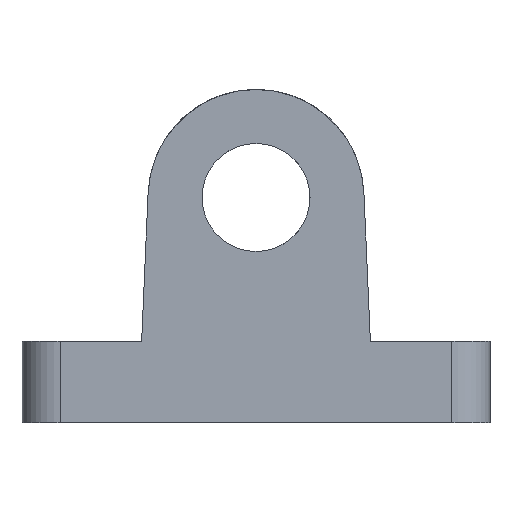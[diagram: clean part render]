
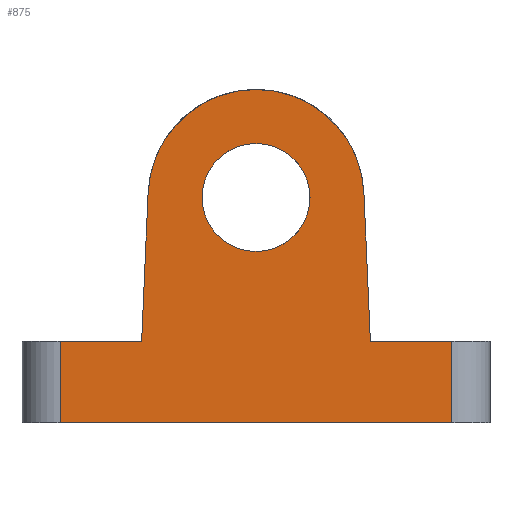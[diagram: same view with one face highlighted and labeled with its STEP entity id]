
A CAD part, front view. The second image highlights one B-rep face of the part: STEP entity #875.
In plain terms, the highlighted planar face has unit normal (0, -1, 0).
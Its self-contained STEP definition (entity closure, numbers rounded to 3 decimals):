
#26=PLANE('',#933);
#57=LINE('',#1300,#99);
#65=LINE('',#1317,#107);
#66=LINE('',#1319,#108);
#67=LINE('',#1321,#109);
#68=LINE('',#1322,#110);
#69=LINE('',#1324,#111);
#70=LINE('',#1326,#112);
#99=VECTOR('',#1047,1000.);
#107=VECTOR('',#1061,1000.);
#108=VECTOR('',#1062,1000.);
#109=VECTOR('',#1063,1000.);
#110=VECTOR('',#1064,1000.);
#111=VECTOR('',#1065,1000.);
#112=VECTOR('',#1066,1000.);
#181=ORIENTED_EDGE('',*,*,#313,.T.);
#182=ORIENTED_EDGE('',*,*,#336,.F.);
#183=ORIENTED_EDGE('',*,*,#337,.T.);
#184=ORIENTED_EDGE('',*,*,#338,.F.);
#185=ORIENTED_EDGE('',*,*,#299,.F.);
#186=ORIENTED_EDGE('',*,*,#339,.F.);
#187=ORIENTED_EDGE('',*,*,#340,.T.);
#188=ORIENTED_EDGE('',*,*,#341,.F.);
#189=ORIENTED_EDGE('',*,*,#327,.F.);
#299=EDGE_CURVE('',#380,#381,#436,.T.);
#313=EDGE_CURVE('',#390,#390,#437,.T.);
#327=EDGE_CURVE('',#404,#405,#57,.T.);
#336=EDGE_CURVE('',#411,#404,#65,.T.);
#337=EDGE_CURVE('',#411,#412,#66,.T.);
#338=EDGE_CURVE('',#381,#412,#67,.T.);
#339=EDGE_CURVE('',#413,#380,#68,.T.);
#340=EDGE_CURVE('',#413,#414,#69,.T.);
#341=EDGE_CURVE('',#405,#414,#70,.T.);
#380=VERTEX_POINT('',#1204);
#381=VERTEX_POINT('',#1206);
#390=VERTEX_POINT('',#1234);
#404=VERTEX_POINT('',#1299);
#405=VERTEX_POINT('',#1301);
#411=VERTEX_POINT('',#1318);
#412=VERTEX_POINT('',#1320);
#413=VERTEX_POINT('',#1323);
#414=VERTEX_POINT('',#1325);
#436=CIRCLE('',#913,12.);
#437=CIRCLE('',#919,6.);
#484=EDGE_LOOP('',(#181));
#485=EDGE_LOOP('',(#182,#183,#184,#185,#186,#187,#188,#189));
#548=FACE_BOUND('',#484,.T.);
#549=FACE_BOUND('',#485,.T.);
#875=ADVANCED_FACE('',(#548,#549),#26,.T.);
#913=AXIS2_PLACEMENT_3D('',#1205,#996,#997);
#919=AXIS2_PLACEMENT_3D('',#1233,#1021,#1022);
#933=AXIS2_PLACEMENT_3D('',#1316,#1059,#1060);
#996=DIRECTION('',(0.,1.,0.));
#997=DIRECTION('',(-0.999,0.,0.044));
#1021=DIRECTION('',(0.,1.,0.));
#1022=DIRECTION('',(1.,0.,0.));
#1047=DIRECTION('',(-1.,0.,0.));
#1059=DIRECTION('',(0.,-1.,0.));
#1060=DIRECTION('',(0.,0.,-1.));
#1061=DIRECTION('',(0.,0.,-1.));
#1062=DIRECTION('',(-1.,0.,0.));
#1063=DIRECTION('',(0.044,0.,-0.999));
#1064=DIRECTION('',(0.044,0.,0.999));
#1065=DIRECTION('',(-1.,0.,0.));
#1066=DIRECTION('',(0.,0.,1.));
#1204=CARTESIAN_POINT('',(-11.989,-26.,25.523));
#1205=CARTESIAN_POINT('',(0.,-26.,25.));
#1206=CARTESIAN_POINT('',(11.989,-26.,25.523));
#1233=CARTESIAN_POINT('',(0.,-26.,25.));
#1234=CARTESIAN_POINT('',(6.,-26.,25.));
#1299=CARTESIAN_POINT('',(21.75,-26.,0.));
#1300=CARTESIAN_POINT('',(21.75,-26.,0.));
#1301=CARTESIAN_POINT('',(-21.75,-26.,0.));
#1316=CARTESIAN_POINT('',(26.,-26.,0.));
#1317=CARTESIAN_POINT('',(21.75,-26.,9.));
#1318=CARTESIAN_POINT('',(21.75,-26.,9.));
#1319=CARTESIAN_POINT('',(21.75,-26.,9.));
#1320=CARTESIAN_POINT('',(12.71,-26.,9.));
#1321=CARTESIAN_POINT('',(11.989,-26.,25.523));
#1322=CARTESIAN_POINT('',(-12.71,-26.,9.));
#1323=CARTESIAN_POINT('',(-12.71,-26.,9.));
#1324=CARTESIAN_POINT('',(-12.71,-26.,9.));
#1325=CARTESIAN_POINT('',(-21.75,-26.,9.));
#1326=CARTESIAN_POINT('',(-21.75,-26.,0.));
